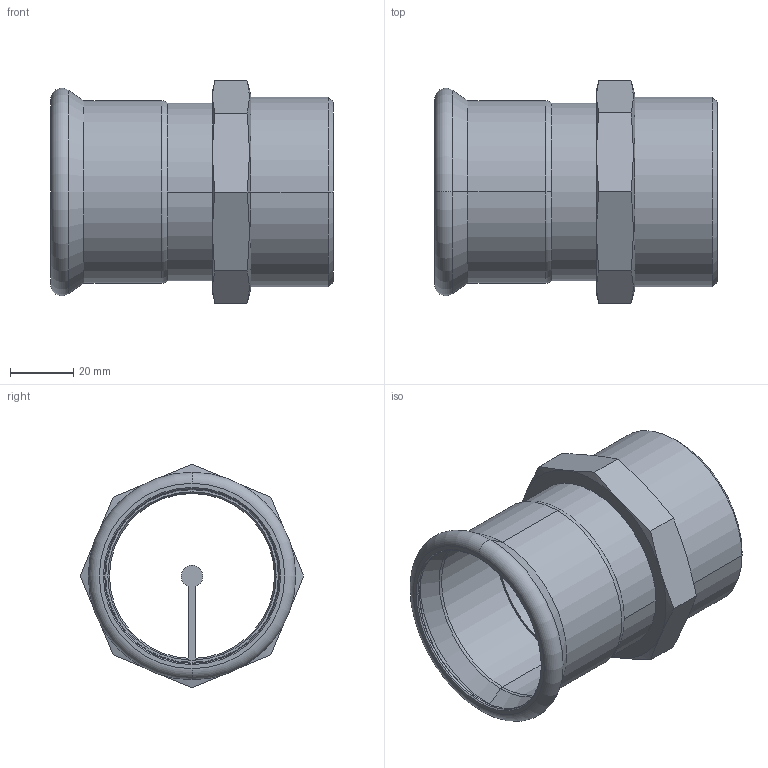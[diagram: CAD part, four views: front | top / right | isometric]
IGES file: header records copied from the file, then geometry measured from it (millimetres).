
Global section: file name: No Iges File Name specified; native system: Autodesk Inventor 2011; preprocessor: AutoDesk Inventor Iges Exporter R2011; author: bruh; date: 20110606.145358; units: millimetre
Bounding box: 89 x 70.36 x 70.36 mm (x, y, z)
Volume: 48317.3 mm3; surface area: 35751.4 mm2
Topology: 1 solids, 1 shells, 62 faces, 136 edges, 80 vertices
Faces by surface type: plane 17, revolution 16, cone 14, cylinder 7, torus 6, bspline 2
